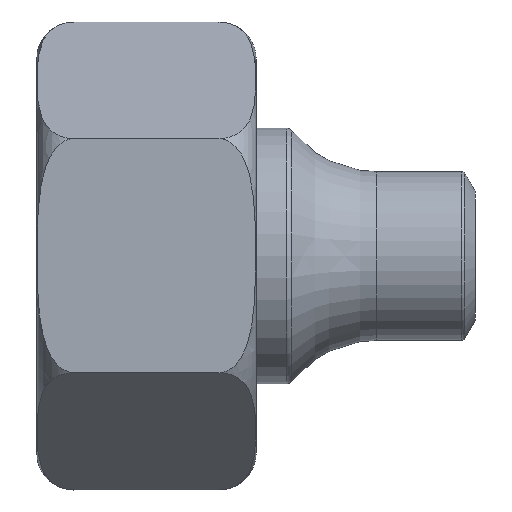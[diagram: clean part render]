
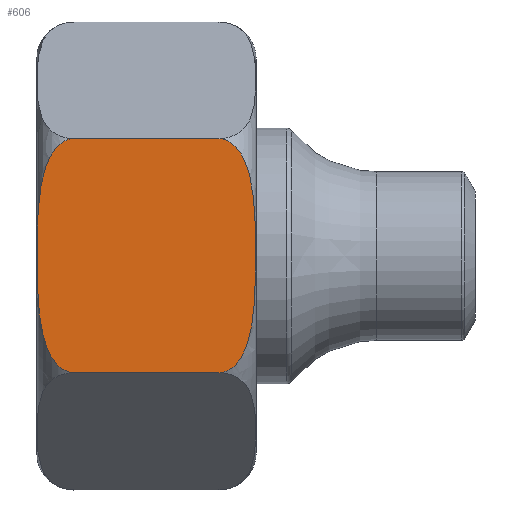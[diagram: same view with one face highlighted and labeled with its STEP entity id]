
A CAD part, top view. The second image highlights one B-rep face of the part: STEP entity #606.
In plain terms, the highlighted planar face has unit normal (0, 0, 1).
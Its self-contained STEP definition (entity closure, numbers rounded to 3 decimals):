
#488=FACE_OUTER_BOUND('',#1476,.T.);
#606=ADVANCED_FACE('',(#488),#747,.T.);
#747=PLANE('',#3034);
#921=LINE('',#4125,#1155);
#922=LINE('',#4130,#1156);
#1155=VECTOR('',#3295,1.);
#1156=VECTOR('',#3300,1.);
#1476=EDGE_LOOP('',(#1800,#1801,#1802,#1803));
#1800=ORIENTED_EDGE('',*,*,#2688,.T.);
#1801=ORIENTED_EDGE('',*,*,#2697,.T.);
#1802=ORIENTED_EDGE('',*,*,#2690,.T.);
#1803=ORIENTED_EDGE('',*,*,#2707,.T.);
#2440=VERTEX_POINT('',#4119);
#2443=VERTEX_POINT('',#4124);
#2445=VERTEX_POINT('',#4129);
#2446=VERTEX_POINT('',#4131);
#2688=EDGE_CURVE('',#2440,#2443,#921,.T.);
#2690=EDGE_CURVE('',#2446,#2445,#922,.T.);
#2697=EDGE_CURVE('',#2443,#2446,#2949,.T.);
#2707=EDGE_CURVE('',#2445,#2440,#2955,.T.);
#2949=B_SPLINE_CURVE_WITH_KNOTS('',3,(#4193,#4194,#4195,#4196,#4197,#4198,
#4199,#4200,#4201,#4202,#4203,#4204,#4205,#4206,#4207,#4208,#4209,#4210),
 .UNSPECIFIED.,.F.,.F.,(4,2,2,2,2,2,2,2,4),(0.,0.063,0.125,0.25,0.5,0.75,
0.875,0.938,1.),.UNSPECIFIED.);
#2955=B_SPLINE_CURVE_WITH_KNOTS('',3,(#4310,#4311,#4312,#4313,#4314,#4315,
#4316,#4317,#4318,#4319,#4320,#4321,#4322,#4323,#4324,#4325,#4326,#4327),
 .UNSPECIFIED.,.F.,.F.,(4,2,2,2,2,2,2,2,4),(0.,0.063,0.125,0.25,0.5,0.75,
0.875,0.938,1.),.UNSPECIFIED.);
#3034=AXIS2_PLACEMENT_3D('',#4383,#3344,#3345);
#3295=DIRECTION('',(-1.,0.,0.));
#3300=DIRECTION('',(1.,0.,0.));
#3344=DIRECTION('',(0.,0.,1.));
#3345=DIRECTION('',(1.,0.,0.));
#4119=CARTESIAN_POINT('',(27.,17.32,30.));
#4124=CARTESIAN_POINT('',(5.5,17.32,30.));
#4125=CARTESIAN_POINT('',(0.,17.32,30.));
#4129=CARTESIAN_POINT('',(27.,-17.32,30.));
#4130=CARTESIAN_POINT('',(0.,-17.32,30.));
#4131=CARTESIAN_POINT('',(5.5,-17.32,30.));
#4193=CARTESIAN_POINT('',(5.5,17.32,30.));
#4194=CARTESIAN_POINT('',(4.68,17.32,30.));
#4195=CARTESIAN_POINT('',(3.894,16.926,30.));
#4196=CARTESIAN_POINT('',(2.693,15.828,30.));
#4197=CARTESIAN_POINT('',(2.236,15.132,30.));
#4198=CARTESIAN_POINT('',(1.157,12.947,30.));
#4199=CARTESIAN_POINT('',(0.794,11.349,30.));
#4200=CARTESIAN_POINT('',(0.075,6.57,30.));
#4201=CARTESIAN_POINT('',(0.069,3.308,30.));
#4202=CARTESIAN_POINT('',(0.066,-3.167,30.));
#4203=CARTESIAN_POINT('',(0.066,-6.446,30.));
#4204=CARTESIAN_POINT('',(0.779,-11.287,30.));
#4205=CARTESIAN_POINT('',(1.14,-12.903,30.));
#4206=CARTESIAN_POINT('',(2.227,-15.119,30.));
#4207=CARTESIAN_POINT('',(2.685,-15.819,30.));
#4208=CARTESIAN_POINT('',(3.89,-16.924,30.));
#4209=CARTESIAN_POINT('',(4.683,-17.32,30.));
#4210=CARTESIAN_POINT('',(5.5,-17.32,30.));
#4310=CARTESIAN_POINT('',(27.,-17.32,30.));
#4311=CARTESIAN_POINT('',(27.82,-17.32,30.));
#4312=CARTESIAN_POINT('',(28.606,-16.926,30.));
#4313=CARTESIAN_POINT('',(29.807,-15.828,30.));
#4314=CARTESIAN_POINT('',(30.264,-15.132,30.));
#4315=CARTESIAN_POINT('',(31.343,-12.947,30.));
#4316=CARTESIAN_POINT('',(31.706,-11.349,30.));
#4317=CARTESIAN_POINT('',(32.425,-6.57,30.));
#4318=CARTESIAN_POINT('',(32.431,-3.308,30.));
#4319=CARTESIAN_POINT('',(32.434,3.167,30.));
#4320=CARTESIAN_POINT('',(32.434,6.446,30.));
#4321=CARTESIAN_POINT('',(31.721,11.287,30.));
#4322=CARTESIAN_POINT('',(31.36,12.903,30.));
#4323=CARTESIAN_POINT('',(30.273,15.119,30.));
#4324=CARTESIAN_POINT('',(29.815,15.819,30.));
#4325=CARTESIAN_POINT('',(28.61,16.924,30.));
#4326=CARTESIAN_POINT('',(27.817,17.32,30.));
#4327=CARTESIAN_POINT('',(27.,17.32,30.));
#4383=CARTESIAN_POINT('',(35.75,-17.321,30.));
